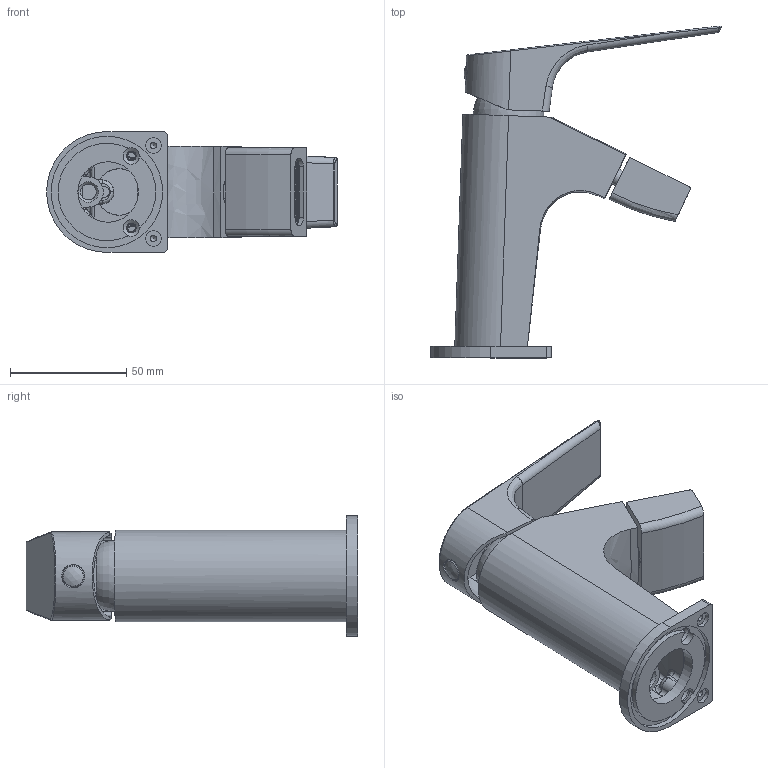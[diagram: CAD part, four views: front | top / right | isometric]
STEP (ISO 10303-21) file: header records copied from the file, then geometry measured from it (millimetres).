
FILE_DESCRIPTION (( 'STEP AP203' ), '1' );
FILE_NAME ('21BP02401.STEP', '2021-03-22T07:59:14', ( '' ), ( '' ), 'SwSTEP 2.0', 'SolidWorks 2018', '' );
FILE_SCHEMA (( 'CONFIG_CONTROL_DESIGN' ));
Length unit declared in the file: millimetre
Products named in the file (1): 21BP02401
Bounding box: 125.25 x 142.87 x 52 mm (x, y, z)
Volume: 104398.2 mm3; surface area: 68969.1 mm2
Topology: 9 solids, 9 shells, 649 faces, 1731 edges, 1096 vertices
Faces by surface type: plane 348, cylinder 163, bspline 79, cone 52, torus 4, sphere 3
Full cylindrical faces by diameter (mm): 1 x2, 1.3 x1, 3.3 x2, 4.2 x2, 4.5 x1, 5.1 x1, 6.7 x2, 6.8 x2, 7 x3, 9.5 x2, 10 x2, 12.3 x1, 14.6 x1, 15 x2, 16 x1, 16.5 x1, 20 x1, 23.6 x1, 23.8 x2, 24 x2, 25.5 x1, 26 x1, 26.1 x2, 28 x1, 29.4 x1, 48 x1
Entity records: 25469 total; most frequent: CARTESIAN_POINT 10455, ORIENTED_EDGE 3292, DIRECTION 2748, EDGE_CURVE 1646, VERTEX_POINT 1078, VECTOR 948, LINE 948, AXIS2_PLACEMENT_3D 900
